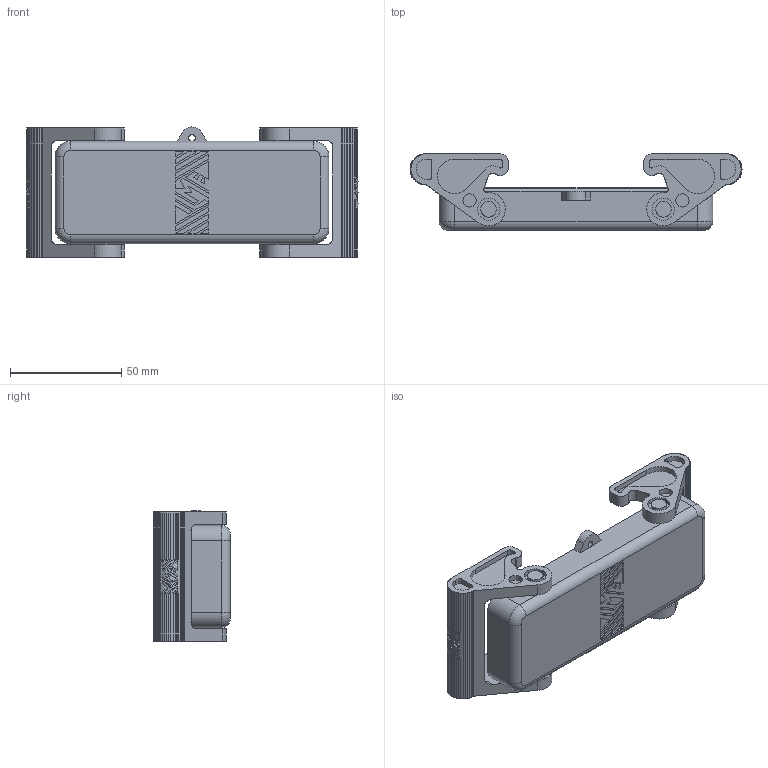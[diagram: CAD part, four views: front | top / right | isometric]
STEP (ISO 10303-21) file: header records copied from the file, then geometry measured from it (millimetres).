
FILE_DESCRIPTION(('Creo Elements/Direct Modeling STEP Export'),'2;1');
FILE_NAME('THCH 24 G.stp','2014-09-09T14:12:14',(''),(''),'Creo Elements/Direct Modeling STEP processor for AP214 (Solid Model)','Creo Elements/Direct Modeling 18.0B 02-Dec-2011 (C) Parametric Technology GmbH','');
FILE_SCHEMA(('AUTOMOTIVE_DESIGN { 1 0 10303 214 1 1 1 1 }'));
Length unit declared in the file: millimetre
Products named in the file (2): THCH_24_G
Assembly tree (1 placements, depth 2):
  THCH_24_G
    THCH_24_G
Bounding box: 149.1 x 34.4 x 58.5 mm (x, y, z)
Volume: 74698.8 mm3; surface area: 38518.1 mm2
Topology: 1 solids, 1 shells, 671 faces, 1810 edges, 1188 vertices
Faces by surface type: plane 436, cylinder 215, bspline 12, sphere 4, torus 4
Entity records: 21145 total; most frequent: CARTESIAN_POINT 4714, ORIENTED_EDGE 3612, DIRECTION 3257, EDGE_CURVE 1806, VERTEX_POINT 1188, VECTOR 1109, LINE 1109, AXIS2_PLACEMENT_3D 1074
